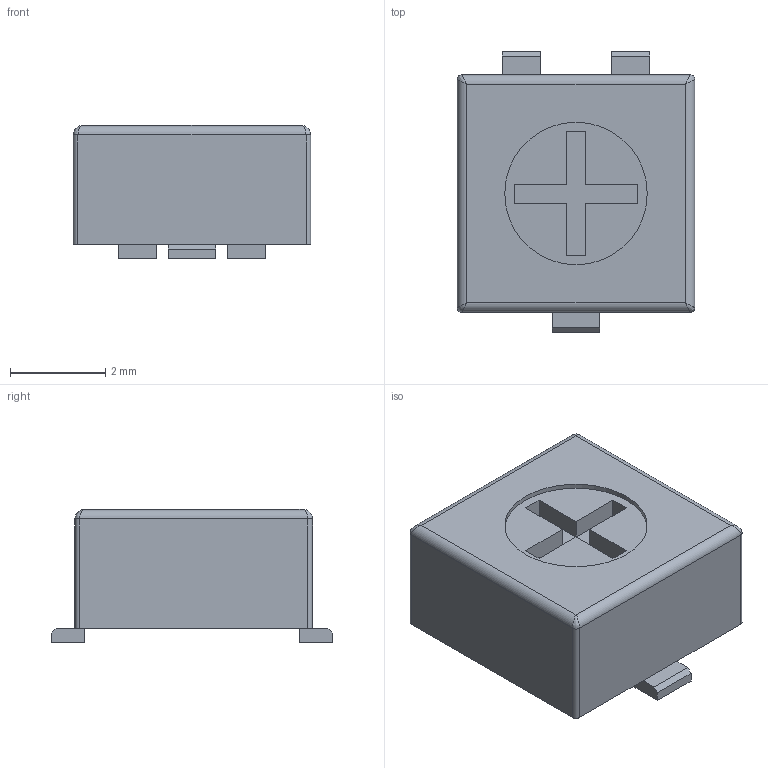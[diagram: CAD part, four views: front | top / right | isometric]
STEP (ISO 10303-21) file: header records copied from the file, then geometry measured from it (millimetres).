
FILE_DESCRIPTION(('FreeCAD Model'),'2;1');
FILE_NAME('SM42_43B.stp','2020-04-05T15:19:59',('Author'),(''), 'Open CASCADE STEP processor 7.3','FreeCAD','Unknown');
FILE_SCHEMA(('CONFIG_CONTROL_DESIGN','SHAPE_APPEARANCE_LAYER_MIM'));
Length unit declared in the file: millimetre
Products named in the file (1): Chamfer
Bounding box: 5 x 5.92 x 2.8 mm (x, y, z)
Volume: 61.4 mm3; surface area: 108 mm2
Topology: 1 solids, 1 shells, 54 faces, 136 edges, 82 vertices
Faces by surface type: plane 41, cylinder 9, bspline 4
Full cylindrical faces by diameter (mm): 3 x1
Entity records: 3662 total; most frequent: CARTESIAN_POINT 967, DIRECTION 481, LINE 356, VECTOR 356, ORIENTED_EDGE 264, PCURVE 264, DEFINITIONAL_REPRESENTATION 264, EDGE_CURVE 132
